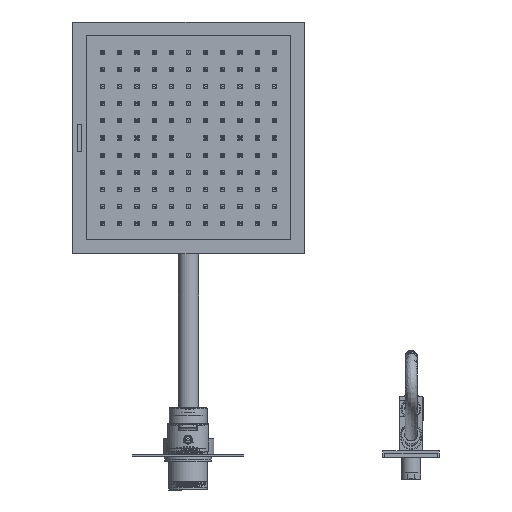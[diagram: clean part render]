
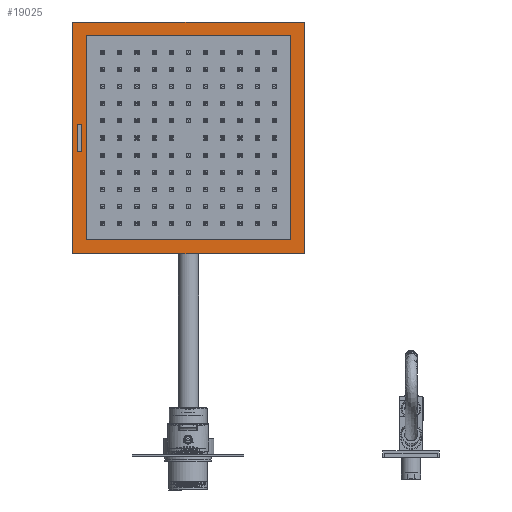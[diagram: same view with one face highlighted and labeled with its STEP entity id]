
A CAD part, front view. The second image highlights one B-rep face of the part: STEP entity #19025.
In plain terms, the highlighted planar face has unit normal (0, -1, 0).
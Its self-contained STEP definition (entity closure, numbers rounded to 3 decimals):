
#98 = VERTEX_POINT ( 'NONE', #23853 ) ;
#205 = CARTESIAN_POINT ( 'NONE',  ( -125., 526.893, 384.152 ) ) ;
#1067 = LINE ( 'NONE', #35363, #18083 ) ;
#1355 = DIRECTION ( 'NONE',  ( 0., 1., 0. ) ) ;
#1840 = VERTEX_POINT ( 'NONE', #20549 ) ;
#4078 = VECTOR ( 'NONE', #34959, 1000. ) ;
#4141 = ORIENTED_EDGE ( 'NONE', *, *, #39156, .F. ) ;
#4179 = ORIENTED_EDGE ( 'NONE', *, *, #17413, .T. ) ;
#4249 = CARTESIAN_POINT ( 'NONE',  ( -125., 526.893, 384.152 ) ) ;
#4286 = CARTESIAN_POINT ( 'NONE',  ( 110., 526.893, 369.152 ) ) ;
#4743 = DIRECTION ( 'NONE',  ( 1., 0., 0. ) ) ;
#4915 = DIRECTION ( 'NONE',  ( -1., 0., 0. ) ) ;
#5503 = LINE ( 'NONE', #46267, #8990 ) ;
#5528 = LINE ( 'NONE', #32091, #19652 ) ;
#5580 = EDGE_CURVE ( 'NONE', #1840, #41615, #1067, .T. ) ;
#6381 = LINE ( 'NONE', #8268, #4078 ) ;
#7386 = ORIENTED_EDGE ( 'NONE', *, *, #40907, .F. ) ;
#8268 = CARTESIAN_POINT ( 'NONE',  ( 110., 526.893, 369.152 ) ) ;
#8352 = EDGE_CURVE ( 'NONE', #42521, #40807, #10262, .T. ) ;
#8990 = VECTOR ( 'NONE', #16097, 1000. ) ;
#9343 = CARTESIAN_POINT ( 'NONE',  ( -125., 526.893, 384.152 ) ) ;
#10262 = LINE ( 'NONE', #9343, #10887 ) ;
#10887 = VECTOR ( 'NONE', #24355, 1000. ) ;
#11390 = CARTESIAN_POINT ( 'NONE',  ( 125., 526.893, 384.152 ) ) ;
#12868 = DIRECTION ( 'NONE',  ( 0., 0., 1. ) ) ;
#13030 = DIRECTION ( 'NONE',  ( 0., 0., 1. ) ) ;
#13535 = CARTESIAN_POINT ( 'NONE',  ( 125., 526.893, 384.152 ) ) ;
#14888 = LINE ( 'NONE', #40057, #28418 ) ;
#14924 = EDGE_CURVE ( 'NONE', #41615, #45040, #16135, .T. ) ;
#15074 = CARTESIAN_POINT ( 'NONE',  ( 110., 526.893, 369.152 ) ) ;
#15425 = ORIENTED_EDGE ( 'NONE', *, *, #14924, .F. ) ;
#16097 = DIRECTION ( 'NONE',  ( 1., 0., 0. ) ) ;
#16101 = VERTEX_POINT ( 'NONE', #15074 ) ;
#16135 = LINE ( 'NONE', #16689, #27859 ) ;
#16339 = CARTESIAN_POINT ( 'NONE',  ( 0., 526.893, 259.152 ) ) ;
#16481 = EDGE_CURVE ( 'NONE', #40807, #19832, #29445, .T. ) ;
#16601 = EDGE_CURVE ( 'NONE', #16101, #36530, #30095, .T. ) ;
#16689 = CARTESIAN_POINT ( 'NONE',  ( -115., 526.893, 259.152 ) ) ;
#16692 = VERTEX_POINT ( 'NONE', #42273 ) ;
#16817 = DIRECTION ( 'NONE',  ( 0., 0., -1. ) ) ;
#17413 = EDGE_CURVE ( 'NONE', #98, #42521, #21714, .T. ) ;
#17591 = VECTOR ( 'NONE', #39656, 1000. ) ;
#18066 = ORIENTED_EDGE ( 'NONE', *, *, #16481, .T. ) ;
#18083 = VECTOR ( 'NONE', #4743, 1000. ) ;
#19025 = ADVANCED_FACE ( 'NONE', ( #44953, #21438, #42647 ), #19942, .F. ) ;
#19295 = ORIENTED_EDGE ( 'NONE', *, *, #44109, .F. ) ;
#19444 = VECTOR ( 'NONE', #34548, 1000. ) ;
#19652 = VECTOR ( 'NONE', #47122, 1000. ) ;
#19832 = VERTEX_POINT ( 'NONE', #25058 ) ;
#19942 = PLANE ( 'NONE',  #21916 ) ;
#20081 = CARTESIAN_POINT ( 'NONE',  ( -110., 526.893, 149.152 ) ) ;
#20344 = CARTESIAN_POINT ( 'NONE',  ( 0., 526.893, 274.152 ) ) ;
#20549 = CARTESIAN_POINT ( 'NONE',  ( -120., 526.893, 244.152 ) ) ;
#20956 = LINE ( 'NONE', #20344, #28013 ) ;
#20996 = ORIENTED_EDGE ( 'NONE', *, *, #25244, .F. ) ;
#21438 = FACE_OUTER_BOUND ( 'NONE', #38910, .T. ) ;
#21714 = LINE ( 'NONE', #13535, #44050 ) ;
#21916 = AXIS2_PLACEMENT_3D ( 'NONE', #16339, #1355, #13030 ) ;
#22242 = EDGE_CURVE ( 'NONE', #19832, #98, #5503, .T. ) ;
#23853 = CARTESIAN_POINT ( 'NONE',  ( 125., 526.893, 134.152 ) ) ;
#24355 = DIRECTION ( 'NONE',  ( -1., 0., 0. ) ) ;
#24377 = CARTESIAN_POINT ( 'NONE',  ( -115., 526.893, 244.152 ) ) ;
#25058 = CARTESIAN_POINT ( 'NONE',  ( -125., 526.893, 134.152 ) ) ;
#25244 = EDGE_CURVE ( 'NONE', #16692, #1840, #14888, .T. ) ;
#27564 = DIRECTION ( 'NONE',  ( -1., 0., 0. ) ) ;
#27859 = VECTOR ( 'NONE', #36457, 1000. ) ;
#28013 = VECTOR ( 'NONE', #27564, 1000. ) ;
#28288 = ORIENTED_EDGE ( 'NONE', *, *, #22242, .T. ) ;
#28418 = VECTOR ( 'NONE', #16817, 1000. ) ;
#29445 = LINE ( 'NONE', #205, #19444 ) ;
#30095 = LINE ( 'NONE', #4286, #48180 ) ;
#31974 = EDGE_CURVE ( 'NONE', #35209, #47722, #5528, .T. ) ;
#32091 = CARTESIAN_POINT ( 'NONE',  ( 110., 526.893, 149.152 ) ) ;
#32388 = CARTESIAN_POINT ( 'NONE',  ( -110., 526.893, 369.152 ) ) ;
#33517 = LINE ( 'NONE', #32388, #17591 ) ;
#34548 = DIRECTION ( 'NONE',  ( 0., 0., -1. ) ) ;
#34959 = DIRECTION ( 'NONE',  ( 0., 0., 1. ) ) ;
#35209 = VERTEX_POINT ( 'NONE', #20081 ) ;
#35246 = CARTESIAN_POINT ( 'NONE',  ( 110., 526.893, 149.152 ) ) ;
#35264 = EDGE_LOOP ( 'NONE', ( #45478, #19295, #46759, #4141 ) ) ;
#35363 = CARTESIAN_POINT ( 'NONE',  ( 0., 526.893, 244.152 ) ) ;
#36457 = DIRECTION ( 'NONE',  ( 0., 0., 1. ) ) ;
#36530 = VERTEX_POINT ( 'NONE', #37909 ) ;
#37176 = ORIENTED_EDGE ( 'NONE', *, *, #5580, .F. ) ;
#37909 = CARTESIAN_POINT ( 'NONE',  ( -110., 526.893, 369.152 ) ) ;
#38910 = EDGE_LOOP ( 'NONE', ( #28288, #4179, #39691, #18066 ) ) ;
#39156 = EDGE_CURVE ( 'NONE', #47722, #16101, #6381, .T. ) ;
#39656 = DIRECTION ( 'NONE',  ( 0., 0., -1. ) ) ;
#39691 = ORIENTED_EDGE ( 'NONE', *, *, #8352, .T. ) ;
#40057 = CARTESIAN_POINT ( 'NONE',  ( -120., 526.893, 259.152 ) ) ;
#40807 = VERTEX_POINT ( 'NONE', #4249 ) ;
#40907 = EDGE_CURVE ( 'NONE', #45040, #16692, #20956, .T. ) ;
#41615 = VERTEX_POINT ( 'NONE', #24377 ) ;
#42273 = CARTESIAN_POINT ( 'NONE',  ( -120., 526.893, 274.152 ) ) ;
#42521 = VERTEX_POINT ( 'NONE', #11390 ) ;
#42647 = FACE_BOUND ( 'NONE', #45947, .T. ) ;
#43812 = CARTESIAN_POINT ( 'NONE',  ( -115., 526.893, 274.152 ) ) ;
#44050 = VECTOR ( 'NONE', #12868, 1000. ) ;
#44109 = EDGE_CURVE ( 'NONE', #36530, #35209, #33517, .T. ) ;
#44953 = FACE_BOUND ( 'NONE', #35264, .T. ) ;
#45040 = VERTEX_POINT ( 'NONE', #43812 ) ;
#45478 = ORIENTED_EDGE ( 'NONE', *, *, #31974, .F. ) ;
#45947 = EDGE_LOOP ( 'NONE', ( #37176, #20996, #7386, #15425 ) ) ;
#46267 = CARTESIAN_POINT ( 'NONE',  ( -125., 526.893, 134.152 ) ) ;
#46759 = ORIENTED_EDGE ( 'NONE', *, *, #16601, .F. ) ;
#47122 = DIRECTION ( 'NONE',  ( 1., 0., 0. ) ) ;
#47722 = VERTEX_POINT ( 'NONE', #35246 ) ;
#48180 = VECTOR ( 'NONE', #4915, 1000. ) ;
